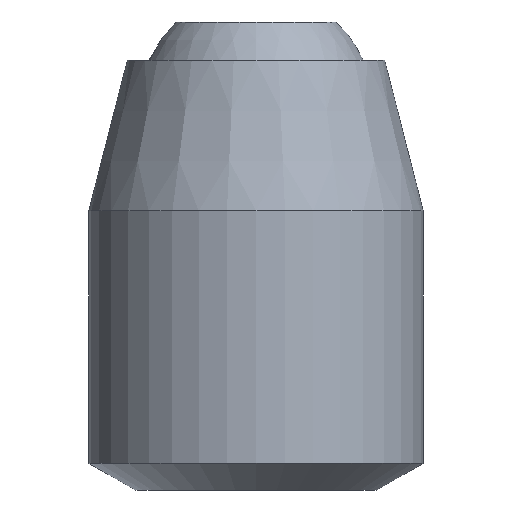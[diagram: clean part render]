
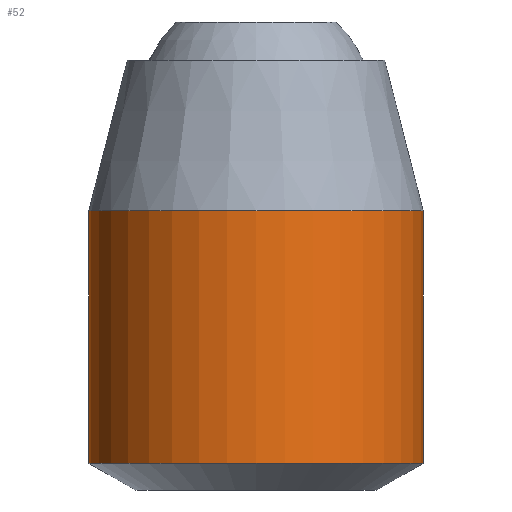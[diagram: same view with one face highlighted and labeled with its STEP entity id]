
A CAD part, front view. The second image highlights one B-rep face of the part: STEP entity #52.
In plain terms, the highlighted cylindrical face has radius 5 mm (diameter 10 mm), a full revolution.
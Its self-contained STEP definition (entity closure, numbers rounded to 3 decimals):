
#52 = ADVANCED_FACE( '', ( #113, #114 ), #115, .T. );
#113 = FACE_OUTER_BOUND( '', #187, .T. );
#114 = FACE_OUTER_BOUND( '', #188, .T. );
#115 = CYLINDRICAL_SURFACE( '', #189, 5. );
#187 = EDGE_LOOP( '', ( #273 ) );
#188 = EDGE_LOOP( '', ( #274 ) );
#189 = AXIS2_PLACEMENT_3D( '', #275, #276, #277 );
#273 = ORIENTED_EDGE( '', *, *, #413, .T. );
#274 = ORIENTED_EDGE( '', *, *, #414, .T. );
#275 = CARTESIAN_POINT( '', ( 0., 0., 12.85 ) );
#276 = DIRECTION( '', ( 0., 0., 1. ) );
#277 = DIRECTION( '', ( -1., 0., 0. ) );
#413 = EDGE_CURVE( '', #481, #481, #482, .T. );
#414 = EDGE_CURVE( '', #483, #483, #484, .F. );
#481 = VERTEX_POINT( '', #571 );
#482 = CIRCLE( '', #572, 5. );
#483 = VERTEX_POINT( '', #573 );
#484 = CIRCLE( '', #574, 5. );
#571 = CARTESIAN_POINT( '', ( 5., 0., 0.8 ) );
#572 = AXIS2_PLACEMENT_3D( '', #655, #656, #657 );
#573 = CARTESIAN_POINT( '', ( 5., 0., 8.35 ) );
#574 = AXIS2_PLACEMENT_3D( '', #658, #659, #660 );
#655 = CARTESIAN_POINT( '', ( 0., 0., 0.8 ) );
#656 = DIRECTION( '', ( 0., 0., 1. ) );
#657 = DIRECTION( '', ( 1., 0., 0. ) );
#658 = CARTESIAN_POINT( '', ( 0., 0., 8.35 ) );
#659 = DIRECTION( '', ( 0., 0., 1. ) );
#660 = DIRECTION( '', ( 1., 0., 0. ) );
